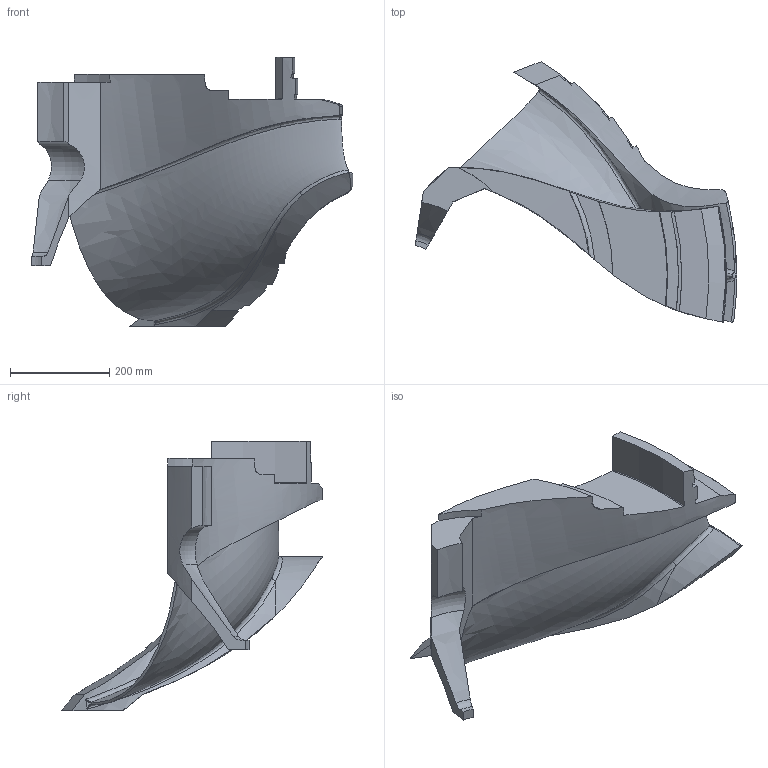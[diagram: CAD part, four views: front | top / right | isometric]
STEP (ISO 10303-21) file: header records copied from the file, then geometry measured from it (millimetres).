
FILE_DESCRIPTION((''),'2;1');
FILE_NAME('Filisur_OriginalMeko_FEM.stp','2013-06-04T10:47:11',('stefan.hesse'),(''),'Autodesk Inventor 2013','Autodesk Inventor 2013','');
FILE_SCHEMA(('AUTOMOTIVE_DESIGN { 1 0 10303 214 1 1 1 1 }'));
Length unit declared in the file: millimetre
Products named in the file (1): Filisur_OriginalMeko_FEM
Bounding box: 647.06 x 525.1 x 541.28 mm (x, y, z)
Volume: 12539999.4 mm3; surface area: 922662.8 mm2
Topology: 1 solids, 1 shells, 96 faces, 285 edges, 183 vertices
Faces by surface type: bspline 37, cone 27, plane 11, cylinder 9, torus 8, revolution 4
Entity records: 30034 total; most frequent: CARTESIAN_POINT 27926, ORIENTED_EDGE 554, EDGE_CURVE 277, DIRECTION 266, B_SPLINE_CURVE_WITH_KNOTS 201, VERTEX_POINT 183, AXIS2_PLACEMENT_3D 126, EDGE_LOOP 96
